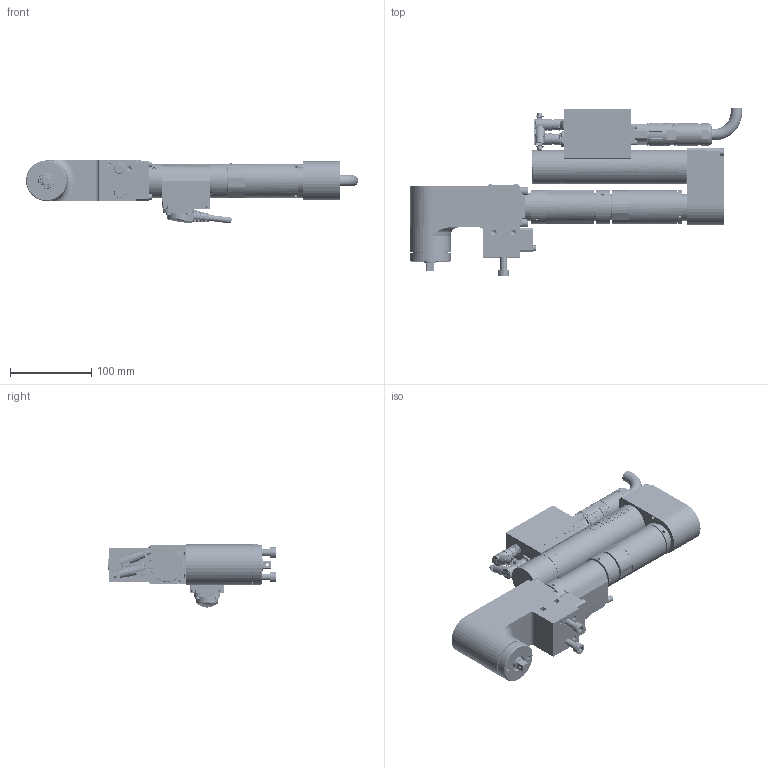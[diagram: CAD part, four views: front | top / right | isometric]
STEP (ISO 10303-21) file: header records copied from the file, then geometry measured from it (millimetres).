
FILE_DESCRIPTION(/* description */ (''),/* implementation_level */ '2;1');
FILE_NAME(/* name */ '1BDU35T2A-A_IAM_001.iam.step',/* time_stamp */ '2021-07-19T07:39:06+02:00',/* author */ ('cideon'),/* organization */ (''),/* preprocessor_version */ 'ST-DEVELOPER v17.2',/* originating_system */ 'Autodesk Inventor 2019',/* authorisation */ '');
FILE_SCHEMA (('AUTOMOTIVE_DESIGN { 1 0 10303 214 3 1 1 }'));
Length unit declared in the file: centimetre
Products named in the file (1): Bauteil4
Bounding box: 408.27 x 207.15 x 77.66 mm (x, y, z)
Volume: 1124408.9 mm3; surface area: 307925.9 mm2
Topology: 5 solids, 5 shells, 5023 faces, 14058 edges, 9316 vertices
Faces by surface type: plane 2883, cylinder 1282, cone 337, bspline 302, torus 202, sphere 17
Full cylindrical faces by diameter (mm): 0.434 x4, 0.6 x16, 1.3 x2, 1.5 x2, 1.83 x2, 2.1 x2, 2.5 x9, 2.8 x4, 3 x4, 3.2 x5, 3.3 x4, 3.4 x4, 3.5 x8, 4 x16, 4.02 x2, 4.2 x2, 4.3 x4, 4.5 x6, 5 x15, 5.1 x1, 5.2 x1, 5.5 x14, 5.6 x4, 5.9 x2, 6 x13, 6.3 x1, 6.6 x3, 6.8 x4, 7 x2, 7.2 x4
Entity records: 215028 total; most frequent: CARTESIAN_POINT 82803, ORIENTED_EDGE 28052, DIRECTION 26044, EDGE_CURVE 14026, AXIS2_PLACEMENT_3D 9459, VERTEX_POINT 9316, LINE 7126, VECTOR 7126
